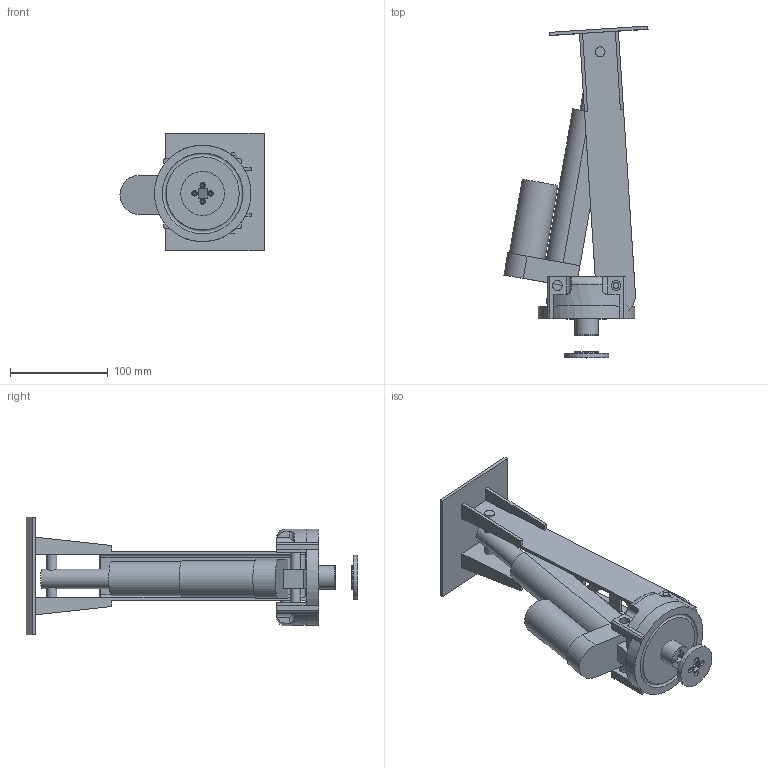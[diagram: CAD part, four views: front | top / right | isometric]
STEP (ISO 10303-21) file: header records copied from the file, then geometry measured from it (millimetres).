
FILE_DESCRIPTION(/* description */ (''),/* implementation_level */ '2;1');
FILE_NAME(/* name */ 'TopLinArm2 v33.step',/* time_stamp */ '2024-09-17T19:06:15-07:00',/* author */ (''),/* organization */ (''),/* preprocessor_version */ 'ST-DEVELOPER v20',/* originating_system */ 'Autodesk Translation Framework v13.14.0.145',/* authorisation */ '');
FILE_SCHEMA (('AUTOMOTIVE_DESIGN { 1 0 10303 214 3 1 1 }'));
Length unit declared in the file: millimetre
Products named in the file (8): TopLinArm2; LAcBase; ramend; gerald; pin'; pin2; pin3; TopLinArm2 v15_FArm2 v32
Assembly tree (7 placements, depth 3):
  TopLinArm2
    LAcBase
    ramend
      pin2
    gerald
    pin2
    pin3
    TopLinArm2 v15_FArm2 v32
  pin'
Bounding box: 147.61 x 340.03 x 120 mm (x, y, z)
Volume: 678404.8 mm3; surface area: 214246 mm2
Topology: 14 solids, 14 shells, 417 faces, 1105 edges, 714 vertices
Faces by surface type: cylinder 252, plane 145, bspline 14, torus 6
Full cylindrical faces by diameter (mm): 2.529 x40, 3.086 x20, 3.5 x12, 5.5 x4, 6 x4, 10 x14, 20 x2, 24 x5, 37 x1, 45 x1
Entity records: 23184 total; most frequent: CARTESIAN_POINT 13153, ORIENTED_EDGE 2200, DIRECTION 1728, EDGE_CURVE 1100, VERTEX_POINT 712, AXIS2_PLACEMENT_3D 600, LINE 528, VECTOR 528
